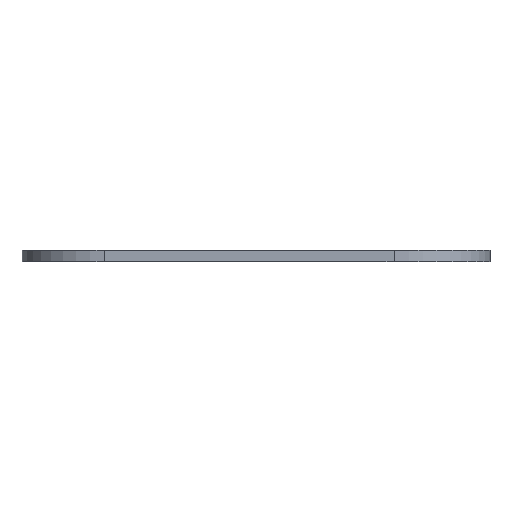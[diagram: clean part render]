
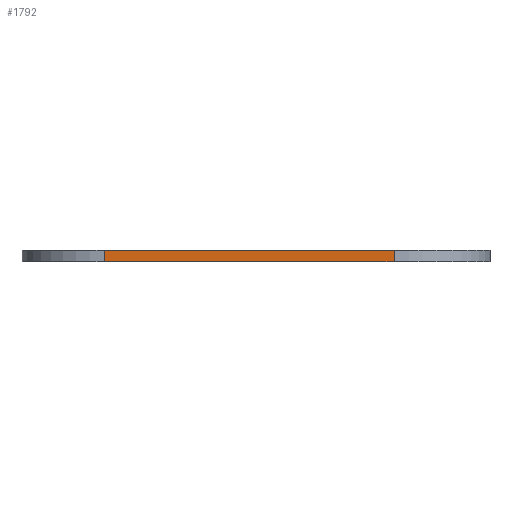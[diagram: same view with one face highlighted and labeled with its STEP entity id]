
A CAD part, left-side view. The second image highlights one B-rep face of the part: STEP entity #1792.
In plain terms, the highlighted planar face has unit normal (-0.997, 0.077, 0).
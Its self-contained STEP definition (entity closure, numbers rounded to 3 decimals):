
#91=PLANE('',#1977);
#172=FACE_OUTER_BOUND('',#257,.T.);
#257=EDGE_LOOP('',(#1462,#1463,#1464,#1465));
#452=LINE('',#2977,#615);
#453=LINE('',#2980,#616);
#454=LINE('',#2982,#617);
#455=LINE('',#2983,#618);
#615=VECTOR('',#2458,10.);
#616=VECTOR('',#2461,10.);
#617=VECTOR('',#2462,10.);
#618=VECTOR('',#2463,10.);
#885=VERTEX_POINT('',#2973);
#886=VERTEX_POINT('',#2975);
#887=VERTEX_POINT('',#2979);
#888=VERTEX_POINT('',#2981);
#1132=EDGE_CURVE('',#885,#886,#452,.T.);
#1133=EDGE_CURVE('',#885,#887,#453,.T.);
#1134=EDGE_CURVE('',#888,#886,#454,.T.);
#1135=EDGE_CURVE('',#887,#888,#455,.T.);
#1462=ORIENTED_EDGE('',*,*,#1133,.F.);
#1463=ORIENTED_EDGE('',*,*,#1132,.T.);
#1464=ORIENTED_EDGE('',*,*,#1134,.F.);
#1465=ORIENTED_EDGE('',*,*,#1135,.F.);
#1792=ADVANCED_FACE('',(#172),#91,.T.);
#1977=AXIS2_PLACEMENT_3D('',#2978,#2459,#2460);
#2458=DIRECTION('',(0.,0.,-1.));
#2459=DIRECTION('center_axis',(-0.997,0.077,0.));
#2460=DIRECTION('ref_axis',(0.077,0.997,0.));
#2461=DIRECTION('',(-0.077,-0.997,0.));
#2462=DIRECTION('',(0.077,0.997,0.));
#2463=DIRECTION('',(0.,0.,-1.));
#2973=CARTESIAN_POINT('',(36.035,51.92,2.));
#2975=CARTESIAN_POINT('',(36.035,51.92,0.5));
#2977=CARTESIAN_POINT('',(36.035,51.92,2.));
#2978=CARTESIAN_POINT('Origin',(33.035,12.92,2.));
#2979=CARTESIAN_POINT('',(33.035,12.92,2.));
#2980=CARTESIAN_POINT('',(37.298,68.335,2.));
#2981=CARTESIAN_POINT('',(33.035,12.92,0.5));
#2982=CARTESIAN_POINT('',(37.298,68.335,0.5));
#2983=CARTESIAN_POINT('',(33.035,12.92,2.));
